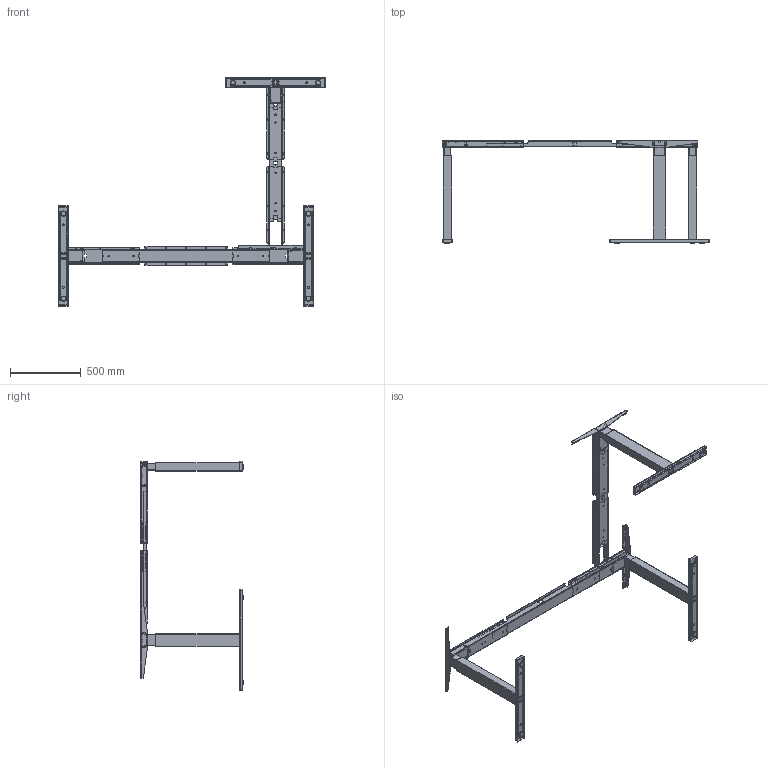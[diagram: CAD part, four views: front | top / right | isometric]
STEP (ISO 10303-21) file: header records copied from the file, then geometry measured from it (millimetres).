
FILE_DESCRIPTION (( 'STEP AP203' ), '1' );
FILE_NAME ('CL32JAxxxxxxx_Fl174_Fl115.STEP', '2017-12-01T11:07:34', ( '' ), ( '' ), 'SwSTEP 2.0', 'SolidWorks 2015', '' );
FILE_SCHEMA (( 'CONFIG_CONTROL_DESIGN' ));
Products named in the file (1): CL32JAxxxxxxx_Fl174_Fl115
Bounding box: 1885.5 x 727.9 x 1611.38 mm (x, y, z)
Surface area: 3395563.6 mm2 (no closed solid volume)
Topology: 0 solids, 236 shells, 2048 faces, 10667 edges, 8508 vertices
Faces by surface type: plane 1027, cylinder 715, torus 115, cone 87, sphere 53, bspline 51
Entity records: 106845 total; most frequent: CARTESIAN_POINT 26533, DIRECTION 16644, ORIENTED_EDGE 14042, EDGE_CURVE 10652, VERTEX_POINT 8508, LINE 6372, VECTOR 6372, AXIS2_PLACEMENT_3D 5136
